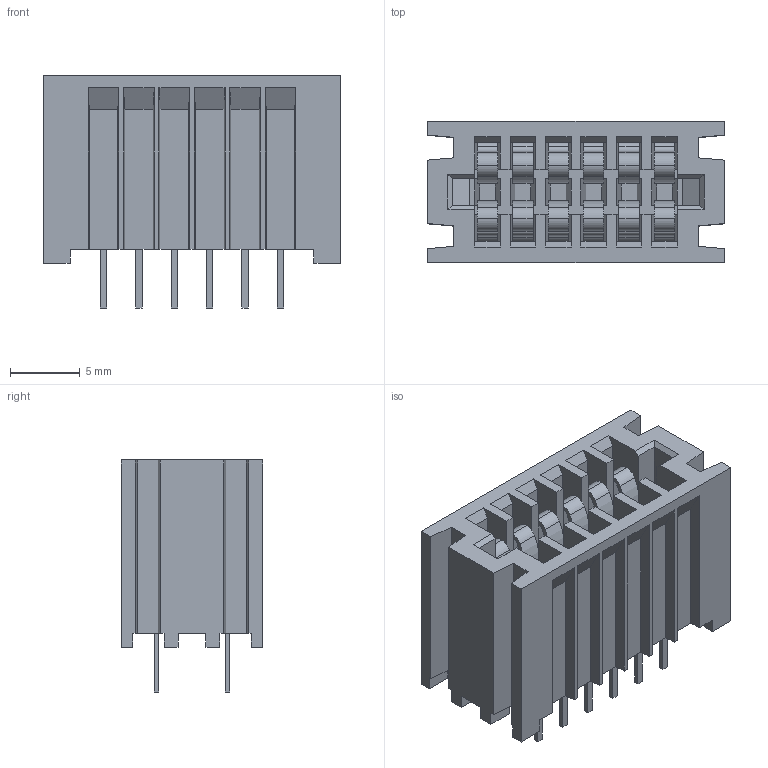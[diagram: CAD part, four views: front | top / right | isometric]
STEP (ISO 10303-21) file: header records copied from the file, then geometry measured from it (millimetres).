
FILE_DESCRIPTION(('STEP AP242'),'1');
FILE_NAME('166086-6.stp','2022-08-02T11:36:16',('TraceParts'),('TraceParts S.A.'),'Spatial InterOp 3D',' ',' ');
FILE_SCHEMA(('AP242_MANAGED_MODEL_BASED_3D_ENGINEERING_MIM_LF {1 0 10303 442 1 1 4}'));
Length unit declared in the file: millimetre
Products named in the file (1): 166086-6
Bounding box: 21.3 x 10.16 x 16.65 mm (x, y, z)
Volume: 1491.1 mm3; surface area: 3439.2 mm2
Topology: 1 solids, 1 shells, 657 faces, 1890 edges, 1252 vertices
Faces by surface type: plane 465, cylinder 192
Entity records: 21431 total; most frequent: CARTESIAN_POINT 3800, ORIENTED_EDGE 3780, DIRECTION 3590, EDGE_CURVE 1890, LINE 1506, VECTOR 1506, VERTEX_POINT 1252, AXIS2_PLACEMENT_3D 1042
